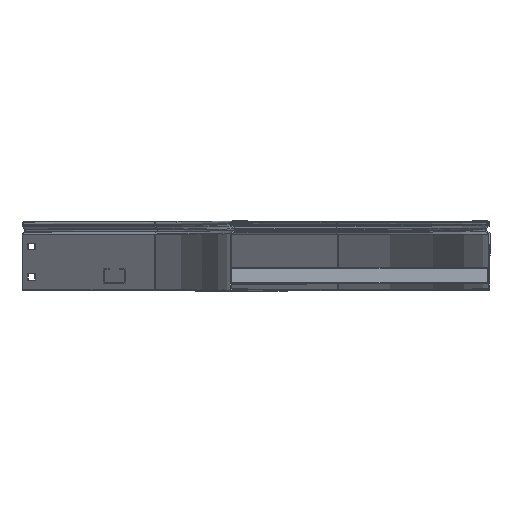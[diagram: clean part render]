
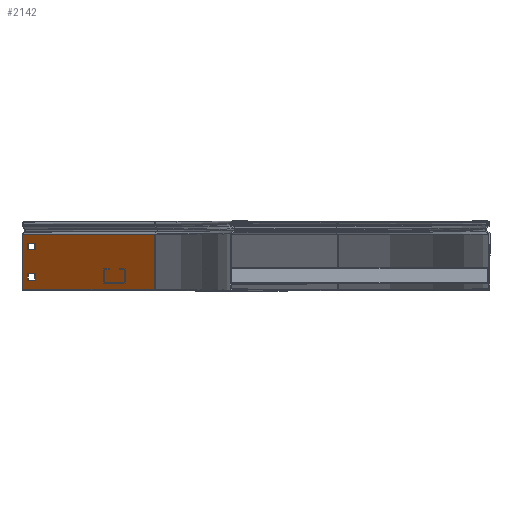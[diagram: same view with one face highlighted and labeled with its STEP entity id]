
A CAD part, top view. The second image highlights one B-rep face of the part: STEP entity #2142.
In plain terms, the highlighted planar face has unit normal (-0.707, 0, 0.707).
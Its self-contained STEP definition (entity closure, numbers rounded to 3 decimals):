
#67 = FACE_BOUND ( 'NONE', #6605, .T. ) ;
#213 = CARTESIAN_POINT ( 'NONE',  ( 58.69, 2.2, -365.574 ) ) ;
#324 = VERTEX_POINT ( 'NONE', #649 ) ;
#379 = EDGE_CURVE ( 'NONE', #1825, #4185, #982, .T. ) ;
#390 = CARTESIAN_POINT ( 'NONE',  ( 58.69, 0., -365.574 ) ) ;
#457 = VECTOR ( 'NONE', #2679, 1000. ) ;
#463 = ORIENTED_EDGE ( 'NONE', *, *, #5778, .F. ) ;
#562 = VERTEX_POINT ( 'NONE', #6539 ) ;
#616 = ORIENTED_EDGE ( 'NONE', *, *, #1457, .F. ) ;
#649 = CARTESIAN_POINT ( 'NONE',  ( 73.539, 19.5, -350.725 ) ) ;
#761 = CARTESIAN_POINT ( 'NONE',  ( 65.054, 47.5, -359.21 ) ) ;
#875 = DIRECTION ( 'NONE',  ( 0., 1., 0. ) ) ;
#904 = LINE ( 'NONE', #2672, #3586 ) ;
#923 = EDGE_CURVE ( 'NONE', #977, #6847, #5096, .T. ) ;
#937 = DIRECTION ( 'NONE',  ( 0., -1., 0. ) ) ;
#967 = CARTESIAN_POINT ( 'NONE',  ( 65.054, 19.5, -359.21 ) ) ;
#974 = CARTESIAN_POINT ( 'NONE',  ( 73.539, 54.5, -350.725 ) ) ;
#977 = VERTEX_POINT ( 'NONE', #2873 ) ;
#982 = LINE ( 'NONE', #1944, #2234 ) ;
#991 = DIRECTION ( 'NONE',  ( 0., 1., 0. ) ) ;
#1196 = EDGE_CURVE ( 'NONE', #562, #1502, #1248, .T. ) ;
#1248 = LINE ( 'NONE', #6588, #2976 ) ;
#1267 = DIRECTION ( 'NONE',  ( 0.707, 0., 0.707 ) ) ;
#1302 = EDGE_CURVE ( 'NONE', #3281, #6061, #5386, .T. ) ;
#1325 = EDGE_LOOP ( 'NONE', ( #6788, #6048, #5694, #7258, #1660, #4772 ) ) ;
#1407 = DIRECTION ( 'NONE',  ( -0.707, 0., -0.707 ) ) ;
#1418 = PLANE ( 'NONE',  #7185 ) ;
#1457 = EDGE_CURVE ( 'NONE', #6061, #977, #3635, .T. ) ;
#1502 = VERTEX_POINT ( 'NONE', #7468 ) ;
#1660 = ORIENTED_EDGE ( 'NONE', *, *, #6701, .T. ) ;
#1706 = CARTESIAN_POINT ( 'NONE',  ( 65.054, 47.5, -359.21 ) ) ;
#1727 = VERTEX_POINT ( 'NONE', #7145 ) ;
#1825 = VERTEX_POINT ( 'NONE', #5994 ) ;
#1944 = CARTESIAN_POINT ( 'NONE',  ( 65.054, 12.5, -359.21 ) ) ;
#1984 = ORIENTED_EDGE ( 'NONE', *, *, #1302, .F. ) ;
#2019 = VECTOR ( 'NONE', #1267, 1000. ) ;
#2057 = CARTESIAN_POINT ( 'NONE',  ( 65.054, 54.5, -359.21 ) ) ;
#2142 = ADVANCED_FACE ( 'NONE', ( #3238, #67, #2388 ), #1418, .T. ) ;
#2181 = ORIENTED_EDGE ( 'NONE', *, *, #923, .F. ) ;
#2234 = VECTOR ( 'NONE', #3829, 1000. ) ;
#2241 = VERTEX_POINT ( 'NONE', #2603 ) ;
#2388 = FACE_OUTER_BOUND ( 'NONE', #1325, .T. ) ;
#2603 = CARTESIAN_POINT ( 'NONE',  ( 212.132, 0., -212.132 ) ) ;
#2632 = EDGE_LOOP ( 'NONE', ( #5172, #6901, #3590, #5939 ) ) ;
#2672 = CARTESIAN_POINT ( 'NONE',  ( 58.69, 2.2, -365.574 ) ) ;
#2679 = DIRECTION ( 'NONE',  ( 0.707, 0., 0.707 ) ) ;
#2698 = DIRECTION ( 'NONE',  ( 0., 1., 0. ) ) ;
#2726 = CARTESIAN_POINT ( 'NONE',  ( 58.69, 2.2, -365.574 ) ) ;
#2738 = EDGE_CURVE ( 'NONE', #324, #1727, #6782, .T. ) ;
#2798 = EDGE_CURVE ( 'NONE', #4377, #2241, #7176, .T. ) ;
#2814 = CARTESIAN_POINT ( 'NONE',  ( 73.539, 54.5, -350.725 ) ) ;
#2831 = VERTEX_POINT ( 'NONE', #2726 ) ;
#2839 = LINE ( 'NONE', #4392, #7628 ) ;
#2873 = CARTESIAN_POINT ( 'NONE',  ( 73.539, 47.5, -350.725 ) ) ;
#2976 = VECTOR ( 'NONE', #3015, 1000. ) ;
#3015 = DIRECTION ( 'NONE',  ( 0., 1., 0. ) ) ;
#3057 = VECTOR ( 'NONE', #875, 1000. ) ;
#3238 = FACE_BOUND ( 'NONE', #2632, .T. ) ;
#3252 = EDGE_CURVE ( 'NONE', #1502, #7928, #4494, .T. ) ;
#3281 = VERTEX_POINT ( 'NONE', #3700 ) ;
#3510 = VECTOR ( 'NONE', #1407, 1000. ) ;
#3513 = VECTOR ( 'NONE', #4349, 1000. ) ;
#3586 = VECTOR ( 'NONE', #2698, 1000. ) ;
#3590 = ORIENTED_EDGE ( 'NONE', *, *, #4231, .F. ) ;
#3635 = LINE ( 'NONE', #761, #7972 ) ;
#3700 = CARTESIAN_POINT ( 'NONE',  ( 65.054, 54.5, -359.21 ) ) ;
#3787 = CARTESIAN_POINT ( 'NONE',  ( 65.054, 19.5, -359.21 ) ) ;
#3789 = LINE ( 'NONE', #2057, #3510 ) ;
#3829 = DIRECTION ( 'NONE',  ( 0.707, 0., 0.707 ) ) ;
#3857 = CARTESIAN_POINT ( 'NONE',  ( 73.539, 19.5, -350.725 ) ) ;
#4185 = VERTEX_POINT ( 'NONE', #5724 ) ;
#4231 = EDGE_CURVE ( 'NONE', #4185, #324, #6047, .T. ) ;
#4342 = DIRECTION ( 'NONE',  ( 0., -1., 0. ) ) ;
#4349 = DIRECTION ( 'NONE',  ( -0.707, 0., -0.707 ) ) ;
#4377 = VERTEX_POINT ( 'NONE', #390 ) ;
#4392 = CARTESIAN_POINT ( 'NONE',  ( 212.132, 2.2, -212.132 ) ) ;
#4446 = DIRECTION ( 'NONE',  ( 0., 1., 0. ) ) ;
#4494 = LINE ( 'NONE', #4935, #2019 ) ;
#4514 = DIRECTION ( 'NONE',  ( -0.707, 0., 0.707 ) ) ;
#4772 = ORIENTED_EDGE ( 'NONE', *, *, #2798, .T. ) ;
#4935 = CARTESIAN_POINT ( 'NONE',  ( 212.132, 65.525, -212.132 ) ) ;
#4997 = VECTOR ( 'NONE', #991, 1000. ) ;
#5033 = LINE ( 'NONE', #213, #6086 ) ;
#5096 = LINE ( 'NONE', #2814, #4997 ) ;
#5125 = VECTOR ( 'NONE', #937, 1000. ) ;
#5160 = DIRECTION ( 'NONE',  ( 0., -1., 0. ) ) ;
#5172 = ORIENTED_EDGE ( 'NONE', *, *, #7475, .F. ) ;
#5386 = LINE ( 'NONE', #6798, #6626 ) ;
#5608 = DIRECTION ( 'NONE',  ( 0.707, 0., 0.707 ) ) ;
#5694 = ORIENTED_EDGE ( 'NONE', *, *, #1196, .F. ) ;
#5724 = CARTESIAN_POINT ( 'NONE',  ( 73.539, 12.5, -350.725 ) ) ;
#5763 = CARTESIAN_POINT ( 'NONE',  ( 212.132, 2.2, -212.132 ) ) ;
#5778 = EDGE_CURVE ( 'NONE', #6847, #3281, #3789, .T. ) ;
#5939 = ORIENTED_EDGE ( 'NONE', *, *, #379, .F. ) ;
#5994 = CARTESIAN_POINT ( 'NONE',  ( 65.054, 12.5, -359.21 ) ) ;
#6047 = LINE ( 'NONE', #3857, #3057 ) ;
#6048 = ORIENTED_EDGE ( 'NONE', *, *, #3252, .F. ) ;
#6061 = VERTEX_POINT ( 'NONE', #1706 ) ;
#6086 = VECTOR ( 'NONE', #5160, 1000. ) ;
#6347 = DIRECTION ( 'NONE',  ( 0.707, 0., 0.707 ) ) ;
#6385 = EDGE_CURVE ( 'NONE', #2241, #7928, #2839, .T. ) ;
#6539 = CARTESIAN_POINT ( 'NONE',  ( 58.69, 64.499, -365.574 ) ) ;
#6588 = CARTESIAN_POINT ( 'NONE',  ( 58.69, 2.2, -365.574 ) ) ;
#6605 = EDGE_LOOP ( 'NONE', ( #1984, #463, #2181, #616 ) ) ;
#6607 = EDGE_CURVE ( 'NONE', #2831, #562, #904, .T. ) ;
#6626 = VECTOR ( 'NONE', #4342, 1000. ) ;
#6701 = EDGE_CURVE ( 'NONE', #2831, #4377, #5033, .T. ) ;
#6749 = LINE ( 'NONE', #967, #5125 ) ;
#6782 = LINE ( 'NONE', #3787, #3513 ) ;
#6788 = ORIENTED_EDGE ( 'NONE', *, *, #6385, .T. ) ;
#6798 = CARTESIAN_POINT ( 'NONE',  ( 65.054, 54.5, -359.21 ) ) ;
#6847 = VERTEX_POINT ( 'NONE', #974 ) ;
#6901 = ORIENTED_EDGE ( 'NONE', *, *, #2738, .F. ) ;
#6962 = CARTESIAN_POINT ( 'NONE',  ( 212.132, 65.525, -212.132 ) ) ;
#7145 = CARTESIAN_POINT ( 'NONE',  ( 65.054, 19.5, -359.21 ) ) ;
#7176 = LINE ( 'NONE', #7607, #457 ) ;
#7185 = AXIS2_PLACEMENT_3D ( 'NONE', #5763, #4514, #6347 ) ;
#7258 = ORIENTED_EDGE ( 'NONE', *, *, #6607, .F. ) ;
#7468 = CARTESIAN_POINT ( 'NONE',  ( 58.69, 65.525, -365.574 ) ) ;
#7475 = EDGE_CURVE ( 'NONE', #1727, #1825, #6749, .T. ) ;
#7607 = CARTESIAN_POINT ( 'NONE',  ( 480.632, 0., 56.368 ) ) ;
#7628 = VECTOR ( 'NONE', #4446, 1000. ) ;
#7928 = VERTEX_POINT ( 'NONE', #6962 ) ;
#7972 = VECTOR ( 'NONE', #5608, 1000. ) ;
